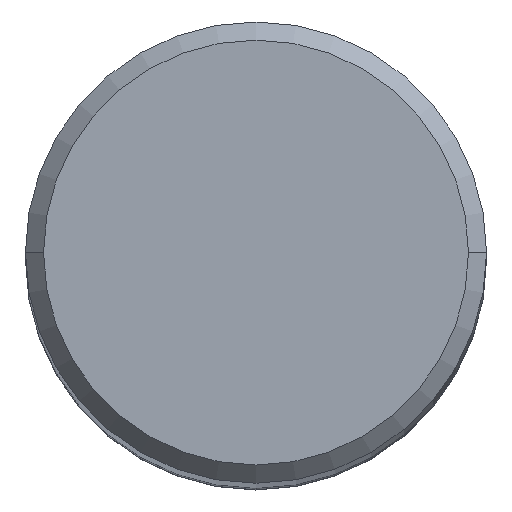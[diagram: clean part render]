
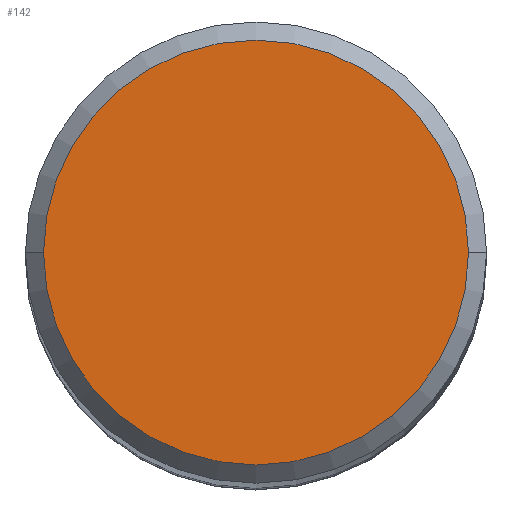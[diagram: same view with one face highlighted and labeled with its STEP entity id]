
A CAD part, top view. The second image highlights one B-rep face of the part: STEP entity #142.
In plain terms, the highlighted planar face has unit normal (0, 0, 1).
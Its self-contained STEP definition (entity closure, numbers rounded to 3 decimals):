
#63=PLANE('',#1090);
#142=ADVANCED_FACE('',(#198),#63,.T.);
#198=FACE_OUTER_BOUND('',#252,.T.);
#252=EDGE_LOOP('',(#470,#471,#472,#473));
#470=ORIENTED_EDGE('',*,*,#652,.T.);
#471=ORIENTED_EDGE('',*,*,#649,.T.);
#472=ORIENTED_EDGE('',*,*,#648,.T.);
#473=ORIENTED_EDGE('',*,*,#653,.T.);
#538=VERTEX_POINT('',#1705);
#539=VERTEX_POINT('',#1706);
#540=VERTEX_POINT('',#1708);
#541=VERTEX_POINT('',#1713);
#648=EDGE_CURVE('',#538,#539,#750,.T.);
#649=EDGE_CURVE('',#540,#538,#751,.T.);
#652=EDGE_CURVE('',#541,#540,#752,.T.);
#653=EDGE_CURVE('',#539,#541,#753,.T.);
#750=CIRCLE('',#1084,11.7);
#751=CIRCLE('',#1085,11.7);
#752=CIRCLE('',#1087,11.7);
#753=CIRCLE('',#1088,11.7);
#1084=AXIS2_PLACEMENT_3D('',#1704,#1417,#1418);
#1085=AXIS2_PLACEMENT_3D('',#1707,#1419,#1420);
#1087=AXIS2_PLACEMENT_3D('',#1712,#1425,#1426);
#1088=AXIS2_PLACEMENT_3D('',#1714,#1427,#1428);
#1090=AXIS2_PLACEMENT_3D('',#1716,#1431,#1432);
#1417=DIRECTION('',(0.,0.,1.));
#1418=DIRECTION('',(0.,1.,0.));
#1419=DIRECTION('',(0.,0.,1.));
#1420=DIRECTION('',(1.,0.,0.));
#1425=DIRECTION('',(0.,0.,1.));
#1426=DIRECTION('',(0.,-1.,0.));
#1427=DIRECTION('',(0.,0.,1.));
#1428=DIRECTION('',(-1.,0.,0.));
#1431=DIRECTION('',(0.,0.,1.));
#1432=DIRECTION('',(1.,0.,0.));
#1704=CARTESIAN_POINT('',(0.,0.,0.));
#1705=CARTESIAN_POINT('',(0.,11.7,0.));
#1706=CARTESIAN_POINT('',(-11.7,0.,0.));
#1707=CARTESIAN_POINT('',(0.,0.,0.));
#1708=CARTESIAN_POINT('',(11.7,0.,0.));
#1712=CARTESIAN_POINT('',(0.,0.,0.));
#1713=CARTESIAN_POINT('',(0.,-11.7,0.));
#1714=CARTESIAN_POINT('',(0.,0.,0.));
#1716=CARTESIAN_POINT('',(0.,0.,0.));
